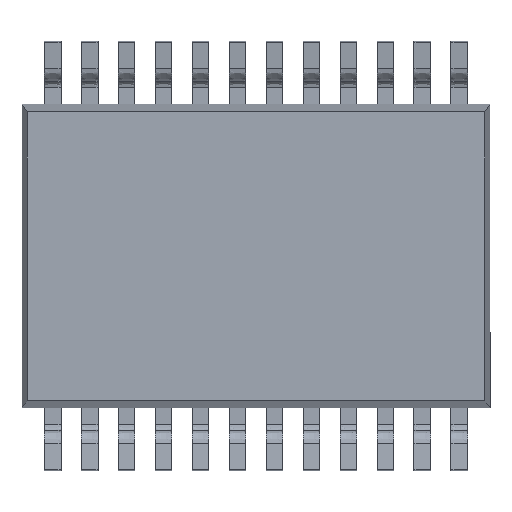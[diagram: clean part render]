
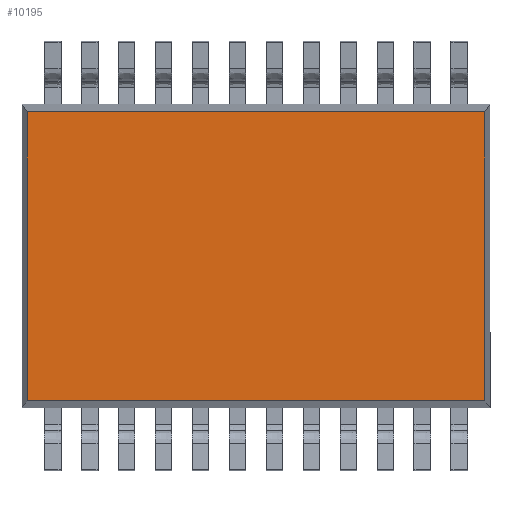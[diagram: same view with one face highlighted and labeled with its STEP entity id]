
A CAD part, front view. The second image highlights one B-rep face of the part: STEP entity #10195.
In plain terms, the highlighted planar face has unit normal (0, -1, 0).
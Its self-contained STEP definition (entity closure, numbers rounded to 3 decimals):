
#449 = DIRECTION ( 'NONE',  ( 1., 0., 0. ) ) ;
#920 = CARTESIAN_POINT ( 'NONE',  ( -4.025, -0.749, -2.545 ) ) ;
#2204 = EDGE_CURVE ( 'NONE', #20368, #8117, #4831, .T. ) ;
#2960 = VECTOR ( 'NONE', #21652, 1000. ) ;
#4743 = EDGE_LOOP ( 'NONE', ( #9508, #13769, #16028, #14205 ) ) ;
#4831 = LINE ( 'NONE', #10406, #6930 ) ;
#5198 = VECTOR ( 'NONE', #6604, 1000. ) ;
#5998 = LINE ( 'NONE', #11677, #5198 ) ;
#6414 = DIRECTION ( 'NONE',  ( 0., -1., 0. ) ) ;
#6604 = DIRECTION ( 'NONE',  ( 0., 0., -1. ) ) ;
#6624 = DIRECTION ( 'NONE',  ( 0., 0., -1. ) ) ;
#6930 = VECTOR ( 'NONE', #449, 1000. ) ;
#8117 = VERTEX_POINT ( 'NONE', #15416 ) ;
#8550 = DIRECTION ( 'NONE',  ( -1., 0., 0. ) ) ;
#9053 = LINE ( 'NONE', #13705, #11954 ) ;
#9508 = ORIENTED_EDGE ( 'NONE', *, *, #15356, .T. ) ;
#9828 = EDGE_CURVE ( 'NONE', #11156, #12162, #9053, .T. ) ;
#10195 = ADVANCED_FACE ( 'NONE', ( #15064 ), #11248, .T. ) ;
#10406 = CARTESIAN_POINT ( 'NONE',  ( -4.116, -0.749, -2.545 ) ) ;
#11156 = VERTEX_POINT ( 'NONE', #19549 ) ;
#11248 = PLANE ( 'NONE',  #17922 ) ;
#11291 = LINE ( 'NONE', #16272, #2960 ) ;
#11677 = CARTESIAN_POINT ( 'NONE',  ( -4.025, -0.749, -0.005 ) ) ;
#11954 = VECTOR ( 'NONE', #8550, 1000. ) ;
#12162 = VERTEX_POINT ( 'NONE', #14104 ) ;
#13705 = CARTESIAN_POINT ( 'NONE',  ( -4.116, -0.749, 2.535 ) ) ;
#13769 = ORIENTED_EDGE ( 'NONE', *, *, #9828, .T. ) ;
#14104 = CARTESIAN_POINT ( 'NONE',  ( -4.025, -0.749, 2.535 ) ) ;
#14205 = ORIENTED_EDGE ( 'NONE', *, *, #2204, .T. ) ;
#15064 = FACE_OUTER_BOUND ( 'NONE', #4743, .T. ) ;
#15356 = EDGE_CURVE ( 'NONE', #8117, #11156, #11291, .T. ) ;
#15416 = CARTESIAN_POINT ( 'NONE',  ( 4.025, -0.749, -2.545 ) ) ;
#16028 = ORIENTED_EDGE ( 'NONE', *, *, #20855, .T. ) ;
#16272 = CARTESIAN_POINT ( 'NONE',  ( 4.025, -0.749, -0.005 ) ) ;
#16758 = CARTESIAN_POINT ( 'NONE',  ( -4.116, -0.749, -0.005 ) ) ;
#17922 = AXIS2_PLACEMENT_3D ( 'NONE', #16758, #6414, #6624 ) ;
#19549 = CARTESIAN_POINT ( 'NONE',  ( 4.025, -0.749, 2.535 ) ) ;
#20368 = VERTEX_POINT ( 'NONE', #920 ) ;
#20855 = EDGE_CURVE ( 'NONE', #12162, #20368, #5998, .T. ) ;
#21652 = DIRECTION ( 'NONE',  ( 0., 0., 1. ) ) ;
